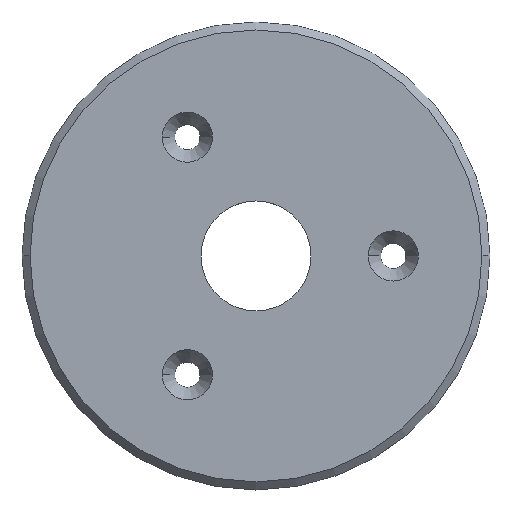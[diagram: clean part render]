
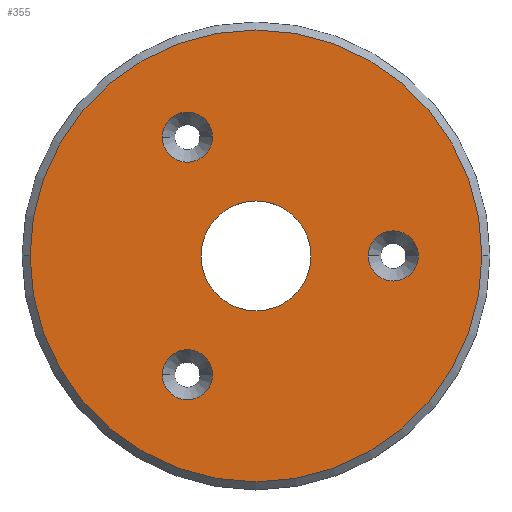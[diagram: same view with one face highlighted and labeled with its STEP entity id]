
A CAD part, top view. The second image highlights one B-rep face of the part: STEP entity #355.
In plain terms, the highlighted planar face has unit normal (0, 0, 1).
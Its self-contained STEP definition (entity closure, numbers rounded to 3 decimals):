
#23 = FACE_OUTER_BOUND ( 'NONE', #2200, .T. ) ;
#30 = CIRCLE ( 'NONE', #1982, 2.51 ) ;
#35 = DIRECTION ( 'NONE',  ( 1., 0., 0. ) ) ;
#44 = PLANE ( 'NONE',  #767 ) ;
#99 = DIRECTION ( 'NONE',  ( 0., 0., 1. ) ) ;
#113 = EDGE_CURVE ( 'NONE', #1263, #757, #117, .T. ) ;
#117 = CIRCLE ( 'NONE', #1063, 2.51 ) ;
#132 = EDGE_CURVE ( 'NONE', #901, #2113, #517, .T. ) ;
#156 = EDGE_CURVE ( 'NONE', #2800, #1769, #1158, .T. ) ;
#301 = DIRECTION ( 'NONE',  ( 1., 0., 0. ) ) ;
#341 = CARTESIAN_POINT ( 'NONE',  ( 100., 100., 5.9 ) ) ;
#350 = CARTESIAN_POINT ( 'NONE',  ( 100., 100., 5.9 ) ) ;
#355 = ADVANCED_FACE ( 'NONE', ( #1283, #1746, #1447, #23, #2474 ), #44, .T. ) ;
#395 = CARTESIAN_POINT ( 'NONE',  ( 113.725, 100., 5.9 ) ) ;
#451 = DIRECTION ( 'NONE',  ( 1., 0., 0. ) ) ;
#510 = CARTESIAN_POINT ( 'NONE',  ( 100., 100., 5.9 ) ) ;
#517 = CIRCLE ( 'NONE', #2269, 2.51 ) ;
#560 = ORIENTED_EDGE ( 'NONE', *, *, #1143, .F. ) ;
#719 = ORIENTED_EDGE ( 'NONE', *, *, #132, .F. ) ;
#727 = CIRCLE ( 'NONE', #2373, 5.5 ) ;
#757 = VERTEX_POINT ( 'NONE', #1671 ) ;
#767 = AXIS2_PLACEMENT_3D ( 'NONE', #995, #1968, #2171 ) ;
#769 = DIRECTION ( 'NONE',  ( 0., 0., 1. ) ) ;
#790 = DIRECTION ( 'NONE',  ( 1., 0., 0. ) ) ;
#821 = EDGE_CURVE ( 'NONE', #975, #2228, #1159, .T. ) ;
#864 = CARTESIAN_POINT ( 'NONE',  ( 95.647, 111.886, 5.9 ) ) ;
#884 = ORIENTED_EDGE ( 'NONE', *, *, #2622, .T. ) ;
#901 = VERTEX_POINT ( 'NONE', #864 ) ;
#975 = VERTEX_POINT ( 'NONE', #1339 ) ;
#995 = CARTESIAN_POINT ( 'NONE',  ( 100., 100., 5.9 ) ) ;
#1012 = CARTESIAN_POINT ( 'NONE',  ( 111.215, 100., 5.9 ) ) ;
#1063 = AXIS2_PLACEMENT_3D ( 'NONE', #1682, #2163, #35 ) ;
#1064 = AXIS2_PLACEMENT_3D ( 'NONE', #510, #2185, #1721 ) ;
#1087 = CARTESIAN_POINT ( 'NONE',  ( 94.5, 100., 5.9 ) ) ;
#1143 = EDGE_CURVE ( 'NONE', #757, #1263, #2664, .T. ) ;
#1158 = CIRCLE ( 'NONE', #3062, 5.5 ) ;
#1159 = CIRCLE ( 'NONE', #1064, 22.6 ) ;
#1224 = CARTESIAN_POINT ( 'NONE',  ( 90.627, 111.886, 5.9 ) ) ;
#1263 = VERTEX_POINT ( 'NONE', #1991 ) ;
#1283 = FACE_BOUND ( 'NONE', #2021, .T. ) ;
#1292 = DIRECTION ( 'NONE',  ( 0., 0., 1. ) ) ;
#1302 = DIRECTION ( 'NONE',  ( 1., 0., 0. ) ) ;
#1327 = EDGE_CURVE ( 'NONE', #2549, #2395, #30, .T. ) ;
#1330 = DIRECTION ( 'NONE',  ( 0., 0., 1. ) ) ;
#1339 = CARTESIAN_POINT ( 'NONE',  ( 122.6, 100., 5.9 ) ) ;
#1424 = ORIENTED_EDGE ( 'NONE', *, *, #1501, .F. ) ;
#1447 = FACE_BOUND ( 'NONE', #2134, .T. ) ;
#1499 = CARTESIAN_POINT ( 'NONE',  ( 93.138, 88.114, 5.9 ) ) ;
#1501 = EDGE_CURVE ( 'NONE', #2113, #901, #2878, .T. ) ;
#1623 = CIRCLE ( 'NONE', #2426, 22.6 ) ;
#1649 = EDGE_CURVE ( 'NONE', #1769, #2800, #727, .T. ) ;
#1671 = CARTESIAN_POINT ( 'NONE',  ( 90.628, 88.114, 5.9 ) ) ;
#1682 = CARTESIAN_POINT ( 'NONE',  ( 93.138, 88.114, 5.9 ) ) ;
#1721 = DIRECTION ( 'NONE',  ( 1., 0., 0. ) ) ;
#1746 = FACE_BOUND ( 'NONE', #1819, .T. ) ;
#1769 = VERTEX_POINT ( 'NONE', #3032 ) ;
#1791 = EDGE_CURVE ( 'NONE', #2395, #2549, #2234, .T. ) ;
#1810 = DIRECTION ( 'NONE',  ( 0., 0., 1. ) ) ;
#1819 = EDGE_LOOP ( 'NONE', ( #2806, #560 ) ) ;
#1840 = EDGE_LOOP ( 'NONE', ( #2765, #2616 ) ) ;
#1842 = DIRECTION ( 'NONE',  ( 1., 0., 0. ) ) ;
#1852 = ORIENTED_EDGE ( 'NONE', *, *, #821, .T. ) ;
#1886 = CARTESIAN_POINT ( 'NONE',  ( 93.137, 111.886, 5.9 ) ) ;
#1941 = CARTESIAN_POINT ( 'NONE',  ( 93.137, 111.886, 5.9 ) ) ;
#1956 = AXIS2_PLACEMENT_3D ( 'NONE', #1499, #2735, #301 ) ;
#1968 = DIRECTION ( 'NONE',  ( 0., 0., 1. ) ) ;
#1982 = AXIS2_PLACEMENT_3D ( 'NONE', #2750, #1330, #1842 ) ;
#1991 = CARTESIAN_POINT ( 'NONE',  ( 95.648, 88.114, 5.9 ) ) ;
#2021 = EDGE_LOOP ( 'NONE', ( #719, #1424 ) ) ;
#2036 = AXIS2_PLACEMENT_3D ( 'NONE', #1886, #2109, #2371 ) ;
#2109 = DIRECTION ( 'NONE',  ( 0., 0., 1. ) ) ;
#2113 = VERTEX_POINT ( 'NONE', #1224 ) ;
#2134 = EDGE_LOOP ( 'NONE', ( #3094, #3007 ) ) ;
#2148 = DIRECTION ( 'NONE',  ( 0., 0., 1. ) ) ;
#2163 = DIRECTION ( 'NONE',  ( 0., 0., 1. ) ) ;
#2171 = DIRECTION ( 'NONE',  ( 1., 0., 0. ) ) ;
#2185 = DIRECTION ( 'NONE',  ( 0., 0., 1. ) ) ;
#2194 = DIRECTION ( 'NONE',  ( 1., 0., 0. ) ) ;
#2200 = EDGE_LOOP ( 'NONE', ( #884, #1852 ) ) ;
#2228 = VERTEX_POINT ( 'NONE', #2601 ) ;
#2234 = CIRCLE ( 'NONE', #2284, 2.51 ) ;
#2269 = AXIS2_PLACEMENT_3D ( 'NONE', #1941, #769, #790 ) ;
#2284 = AXIS2_PLACEMENT_3D ( 'NONE', #395, #1810, #1302 ) ;
#2351 = CARTESIAN_POINT ( 'NONE',  ( 100., 100., 5.9 ) ) ;
#2371 = DIRECTION ( 'NONE',  ( 1., 0., 0. ) ) ;
#2373 = AXIS2_PLACEMENT_3D ( 'NONE', #350, #99, #2662 ) ;
#2395 = VERTEX_POINT ( 'NONE', #1012 ) ;
#2426 = AXIS2_PLACEMENT_3D ( 'NONE', #2351, #2148, #451 ) ;
#2474 = FACE_BOUND ( 'NONE', #1840, .T. ) ;
#2532 = CARTESIAN_POINT ( 'NONE',  ( 116.235, 100., 5.9 ) ) ;
#2549 = VERTEX_POINT ( 'NONE', #2532 ) ;
#2601 = CARTESIAN_POINT ( 'NONE',  ( 77.4, 100., 5.9 ) ) ;
#2616 = ORIENTED_EDGE ( 'NONE', *, *, #1649, .F. ) ;
#2622 = EDGE_CURVE ( 'NONE', #2228, #975, #1623, .T. ) ;
#2662 = DIRECTION ( 'NONE',  ( 1., 0., 0. ) ) ;
#2664 = CIRCLE ( 'NONE', #1956, 2.51 ) ;
#2735 = DIRECTION ( 'NONE',  ( 0., 0., 1. ) ) ;
#2750 = CARTESIAN_POINT ( 'NONE',  ( 113.725, 100., 5.9 ) ) ;
#2765 = ORIENTED_EDGE ( 'NONE', *, *, #156, .F. ) ;
#2800 = VERTEX_POINT ( 'NONE', #1087 ) ;
#2806 = ORIENTED_EDGE ( 'NONE', *, *, #113, .F. ) ;
#2878 = CIRCLE ( 'NONE', #2036, 2.51 ) ;
#3007 = ORIENTED_EDGE ( 'NONE', *, *, #1791, .F. ) ;
#3032 = CARTESIAN_POINT ( 'NONE',  ( 105.5, 100., 5.9 ) ) ;
#3062 = AXIS2_PLACEMENT_3D ( 'NONE', #341, #1292, #2194 ) ;
#3094 = ORIENTED_EDGE ( 'NONE', *, *, #1327, .F. ) ;
